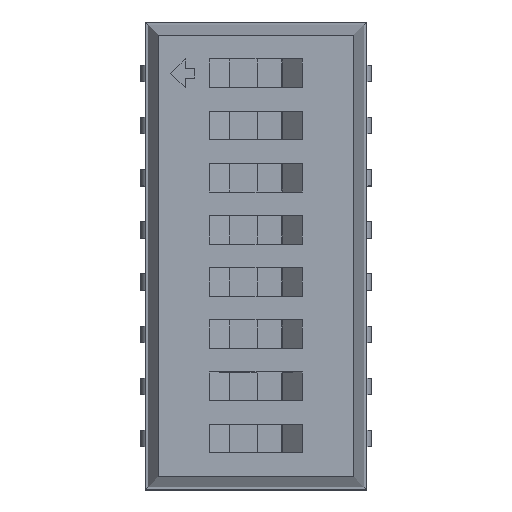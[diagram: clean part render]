
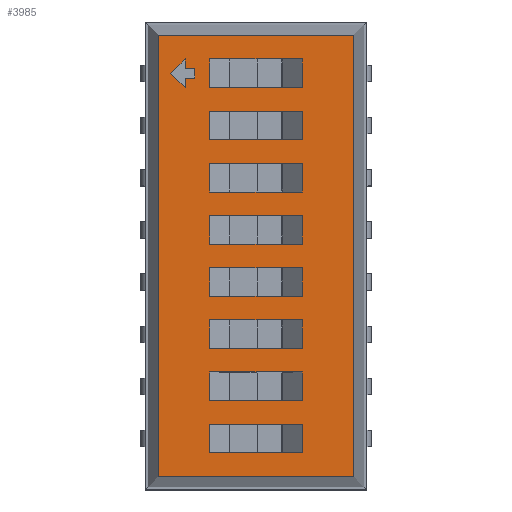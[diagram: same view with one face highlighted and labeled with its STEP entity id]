
A CAD part, top view. The second image highlights one B-rep face of the part: STEP entity #3985.
In plain terms, the highlighted planar face has unit normal (0, 0, 1).
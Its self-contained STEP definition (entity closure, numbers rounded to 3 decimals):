
#27=VECTOR('',#28,1.);
#28=DIRECTION('',(1.,0.,0.));
#51=VECTOR('',#52,1.);
#52=DIRECTION('',(0.,1.,0.));
#60=VECTOR('',#61,1.);
#61=DIRECTION('',(0.,-1.,0.));
#234=VECTOR('',#235,1.);
#235=DIRECTION('',(-1.,0.,0.));
#408=DIRECTION('',(0.,0.,-1.));
#3935=VERTEX_POINT('',#3936);
#3936=CARTESIAN_POINT('',(2.375,-5.37,2.65));
#3938=ORIENTED_EDGE('',*,*,#3939,.F.);
#3939=EDGE_CURVE('',#3940,#3935,#3942,.T.);
#3940=VERTEX_POINT('',#3941);
#3941=CARTESIAN_POINT('',(-2.375,-5.37,2.65));
#3942=LINE('',#3941,#27);
#3977=VERTEX_POINT('',#3978);
#3978=CARTESIAN_POINT('',(2.375,5.37,2.65));
#3980=ORIENTED_EDGE('',*,*,#3981,.F.);
#3981=EDGE_CURVE('',#3935,#3977,#3982,.T.);
#3982=LINE('',#3936,#51);
#3985=ADVANCED_FACE('',(#3986,#3996,#4018,#4040,#4062,#4084,#4106,#4128,#4150,#4172),#4217,.F.);
#3986=FACE_BOUND('',#3987,.F.);
#3987=EDGE_LOOP('',(#3980,#3938,#3988,#3993));
#3988=ORIENTED_EDGE('',*,*,#3989,.F.);
#3989=EDGE_CURVE('',#3990,#3940,#3992,.T.);
#3990=VERTEX_POINT('',#3991);
#3991=CARTESIAN_POINT('',(-2.375,5.37,2.65));
#3992=LINE('',#3991,#60);
#3993=ORIENTED_EDGE('',*,*,#3994,.F.);
#3994=EDGE_CURVE('',#3977,#3990,#3995,.T.);
#3995=LINE('',#3978,#234);
#3996=FACE_BOUND('',#3997,.F.);
#3997=EDGE_LOOP('',(#3998,#4005,#4010,#4015));
#3998=ORIENTED_EDGE('',*,*,#3999,.T.);
#3999=EDGE_CURVE('',#4000,#4002,#4004,.T.);
#4000=VERTEX_POINT('',#4001);
#4001=CARTESIAN_POINT('',(1.125,2.255,2.65));
#4002=VERTEX_POINT('',#4003);
#4003=CARTESIAN_POINT('',(-1.125,2.255,2.65));
#4004=LINE('',#4001,#234);
#4005=ORIENTED_EDGE('',*,*,#4006,.T.);
#4006=EDGE_CURVE('',#4002,#4007,#4009,.T.);
#4007=VERTEX_POINT('',#4008);
#4008=CARTESIAN_POINT('',(-1.125,1.555,2.65));
#4009=LINE('',#4003,#60);
#4010=ORIENTED_EDGE('',*,*,#4011,.T.);
#4011=EDGE_CURVE('',#4007,#4012,#4014,.T.);
#4012=VERTEX_POINT('',#4013);
#4013=CARTESIAN_POINT('',(1.125,1.555,2.65));
#4014=LINE('',#4008,#27);
#4015=ORIENTED_EDGE('',*,*,#4016,.T.);
#4016=EDGE_CURVE('',#4012,#4000,#4017,.T.);
#4017=LINE('',#4013,#51);
#4018=FACE_BOUND('',#4019,.F.);
#4019=EDGE_LOOP('',(#4020,#4027,#4032,#4037));
#4020=ORIENTED_EDGE('',*,*,#4021,.T.);
#4021=EDGE_CURVE('',#4022,#4024,#4026,.T.);
#4022=VERTEX_POINT('',#4023);
#4023=CARTESIAN_POINT('',(-1.125,0.285,2.65));
#4024=VERTEX_POINT('',#4025);
#4025=CARTESIAN_POINT('',(1.125,0.285,2.65));
#4026=LINE('',#4023,#27);
#4027=ORIENTED_EDGE('',*,*,#4028,.T.);
#4028=EDGE_CURVE('',#4024,#4029,#4031,.T.);
#4029=VERTEX_POINT('',#4030);
#4030=CARTESIAN_POINT('',(1.125,0.985,2.65));
#4031=LINE('',#4025,#51);
#4032=ORIENTED_EDGE('',*,*,#4033,.T.);
#4033=EDGE_CURVE('',#4029,#4034,#4036,.T.);
#4034=VERTEX_POINT('',#4035);
#4035=CARTESIAN_POINT('',(-1.125,0.985,2.65));
#4036=LINE('',#4030,#234);
#4037=ORIENTED_EDGE('',*,*,#4038,.T.);
#4038=EDGE_CURVE('',#4034,#4022,#4039,.T.);
#4039=LINE('',#4035,#60);
#4040=FACE_BOUND('',#4041,.F.);
#4041=EDGE_LOOP('',(#4042,#4049,#4054,#4059));
#4042=ORIENTED_EDGE('',*,*,#4043,.T.);
#4043=EDGE_CURVE('',#4044,#4046,#4048,.T.);
#4044=VERTEX_POINT('',#4045);
#4045=CARTESIAN_POINT('',(-1.125,-3.525,2.65));
#4046=VERTEX_POINT('',#4047);
#4047=CARTESIAN_POINT('',(1.125,-3.525,2.65));
#4048=LINE('',#4045,#27);
#4049=ORIENTED_EDGE('',*,*,#4050,.T.);
#4050=EDGE_CURVE('',#4046,#4051,#4053,.T.);
#4051=VERTEX_POINT('',#4052);
#4052=CARTESIAN_POINT('',(1.125,-2.825,2.65));
#4053=LINE('',#4047,#51);
#4054=ORIENTED_EDGE('',*,*,#4055,.T.);
#4055=EDGE_CURVE('',#4051,#4056,#4058,.T.);
#4056=VERTEX_POINT('',#4057);
#4057=CARTESIAN_POINT('',(-1.125,-2.825,2.65));
#4058=LINE('',#4052,#234);
#4059=ORIENTED_EDGE('',*,*,#4060,.T.);
#4060=EDGE_CURVE('',#4056,#4044,#4061,.T.);
#4061=LINE('',#4057,#60);
#4062=FACE_BOUND('',#4063,.F.);
#4063=EDGE_LOOP('',(#4064,#4071,#4076,#4081));
#4064=ORIENTED_EDGE('',*,*,#4065,.T.);
#4065=EDGE_CURVE('',#4066,#4068,#4070,.T.);
#4066=VERTEX_POINT('',#4067);
#4067=CARTESIAN_POINT('',(-1.125,-4.795,2.65));
#4068=VERTEX_POINT('',#4069);
#4069=CARTESIAN_POINT('',(1.125,-4.795,2.65));
#4070=LINE('',#4067,#27);
#4071=ORIENTED_EDGE('',*,*,#4072,.T.);
#4072=EDGE_CURVE('',#4068,#4073,#4075,.T.);
#4073=VERTEX_POINT('',#4074);
#4074=CARTESIAN_POINT('',(1.125,-4.095,2.65));
#4075=LINE('',#4069,#51);
#4076=ORIENTED_EDGE('',*,*,#4077,.T.);
#4077=EDGE_CURVE('',#4073,#4078,#4080,.T.);
#4078=VERTEX_POINT('',#4079);
#4079=CARTESIAN_POINT('',(-1.125,-4.095,2.65));
#4080=LINE('',#4074,#234);
#4081=ORIENTED_EDGE('',*,*,#4082,.T.);
#4082=EDGE_CURVE('',#4078,#4066,#4083,.T.);
#4083=LINE('',#4079,#60);
#4084=FACE_BOUND('',#4085,.F.);
#4085=EDGE_LOOP('',(#4086,#4093,#4098,#4103));
#4086=ORIENTED_EDGE('',*,*,#4087,.T.);
#4087=EDGE_CURVE('',#4088,#4090,#4092,.T.);
#4088=VERTEX_POINT('',#4089);
#4089=CARTESIAN_POINT('',(-1.125,-0.985,2.65));
#4090=VERTEX_POINT('',#4091);
#4091=CARTESIAN_POINT('',(1.125,-0.985,2.65));
#4092=LINE('',#4089,#27);
#4093=ORIENTED_EDGE('',*,*,#4094,.T.);
#4094=EDGE_CURVE('',#4090,#4095,#4097,.T.);
#4095=VERTEX_POINT('',#4096);
#4096=CARTESIAN_POINT('',(1.125,-0.285,2.65));
#4097=LINE('',#4091,#51);
#4098=ORIENTED_EDGE('',*,*,#4099,.T.);
#4099=EDGE_CURVE('',#4095,#4100,#4102,.T.);
#4100=VERTEX_POINT('',#4101);
#4101=CARTESIAN_POINT('',(-1.125,-0.285,2.65));
#4102=LINE('',#4096,#234);
#4103=ORIENTED_EDGE('',*,*,#4104,.T.);
#4104=EDGE_CURVE('',#4100,#4088,#4105,.T.);
#4105=LINE('',#4101,#60);
#4106=FACE_BOUND('',#4107,.F.);
#4107=EDGE_LOOP('',(#4108,#4115,#4120,#4125));
#4108=ORIENTED_EDGE('',*,*,#4109,.T.);
#4109=EDGE_CURVE('',#4110,#4112,#4114,.T.);
#4110=VERTEX_POINT('',#4111);
#4111=CARTESIAN_POINT('',(1.125,-2.255,2.65));
#4112=VERTEX_POINT('',#4113);
#4113=CARTESIAN_POINT('',(1.125,-1.555,2.65));
#4114=LINE('',#4111,#51);
#4115=ORIENTED_EDGE('',*,*,#4116,.T.);
#4116=EDGE_CURVE('',#4112,#4117,#4119,.T.);
#4117=VERTEX_POINT('',#4118);
#4118=CARTESIAN_POINT('',(-1.125,-1.555,2.65));
#4119=LINE('',#4113,#234);
#4120=ORIENTED_EDGE('',*,*,#4121,.T.);
#4121=EDGE_CURVE('',#4117,#4122,#4124,.T.);
#4122=VERTEX_POINT('',#4123);
#4123=CARTESIAN_POINT('',(-1.125,-2.255,2.65));
#4124=LINE('',#4118,#60);
#4125=ORIENTED_EDGE('',*,*,#4126,.T.);
#4126=EDGE_CURVE('',#4122,#4110,#4127,.T.);
#4127=LINE('',#4123,#27);
#4128=FACE_BOUND('',#4129,.F.);
#4129=EDGE_LOOP('',(#4130,#4137,#4142,#4147));
#4130=ORIENTED_EDGE('',*,*,#4131,.T.);
#4131=EDGE_CURVE('',#4132,#4134,#4136,.T.);
#4132=VERTEX_POINT('',#4133);
#4133=CARTESIAN_POINT('',(1.125,4.095,2.65));
#4134=VERTEX_POINT('',#4135);
#4135=CARTESIAN_POINT('',(1.125,4.795,2.65));
#4136=LINE('',#4133,#51);
#4137=ORIENTED_EDGE('',*,*,#4138,.T.);
#4138=EDGE_CURVE('',#4134,#4139,#4141,.T.);
#4139=VERTEX_POINT('',#4140);
#4140=CARTESIAN_POINT('',(-1.125,4.795,2.65));
#4141=LINE('',#4135,#234);
#4142=ORIENTED_EDGE('',*,*,#4143,.T.);
#4143=EDGE_CURVE('',#4139,#4144,#4146,.T.);
#4144=VERTEX_POINT('',#4145);
#4145=CARTESIAN_POINT('',(-1.125,4.095,2.65));
#4146=LINE('',#4140,#60);
#4147=ORIENTED_EDGE('',*,*,#4148,.T.);
#4148=EDGE_CURVE('',#4144,#4132,#4149,.T.);
#4149=LINE('',#4145,#27);
#4150=FACE_BOUND('',#4151,.F.);
#4151=EDGE_LOOP('',(#4152,#4159,#4164,#4169));
#4152=ORIENTED_EDGE('',*,*,#4153,.T.);
#4153=EDGE_CURVE('',#4154,#4156,#4158,.T.);
#4154=VERTEX_POINT('',#4155);
#4155=CARTESIAN_POINT('',(1.125,3.525,2.65));
#4156=VERTEX_POINT('',#4157);
#4157=CARTESIAN_POINT('',(-1.125,3.525,2.65));
#4158=LINE('',#4155,#234);
#4159=ORIENTED_EDGE('',*,*,#4160,.T.);
#4160=EDGE_CURVE('',#4156,#4161,#4163,.T.);
#4161=VERTEX_POINT('',#4162);
#4162=CARTESIAN_POINT('',(-1.125,2.825,2.65));
#4163=LINE('',#4157,#60);
#4164=ORIENTED_EDGE('',*,*,#4165,.T.);
#4165=EDGE_CURVE('',#4161,#4166,#4168,.T.);
#4166=VERTEX_POINT('',#4167);
#4167=CARTESIAN_POINT('',(1.125,2.825,2.65));
#4168=LINE('',#4162,#27);
#4169=ORIENTED_EDGE('',*,*,#4170,.T.);
#4170=EDGE_CURVE('',#4166,#4154,#4171,.T.);
#4171=LINE('',#4167,#51);
#4172=FACE_BOUND('',#4173,.F.);
#4173=EDGE_LOOP('',(#4174,#4183,#4188,#4195,#4200,#4207,#4212));
#4174=ORIENTED_EDGE('',*,*,#4175,.T.);
#4175=EDGE_CURVE('',#4176,#4178,#4180,.T.);
#4176=VERTEX_POINT('',#4177);
#4177=CARTESIAN_POINT('',(-2.075,4.445,2.65));
#4178=VERTEX_POINT('',#4179);
#4179=CARTESIAN_POINT('',(-1.725,4.095,2.65));
#4180=LINE('',#4177,#4181);
#4181=VECTOR('',#4182,1.);
#4182=DIRECTION('',(0.707,-0.707,0.));
#4183=ORIENTED_EDGE('',*,*,#4184,.T.);
#4184=EDGE_CURVE('',#4178,#4185,#4187,.T.);
#4185=VERTEX_POINT('',#4186);
#4186=CARTESIAN_POINT('',(-1.725,4.328,2.65));
#4187=LINE('',#4179,#51);
#4188=ORIENTED_EDGE('',*,*,#4189,.T.);
#4189=EDGE_CURVE('',#4185,#4190,#4192,.T.);
#4190=VERTEX_POINT('',#4191);
#4191=CARTESIAN_POINT('',(-1.492,4.328,2.65));
#4192=LINE('',#4186,#4193);
#4193=VECTOR('',#4194,1.);
#4194=DIRECTION('',(1.,0.,0.));
#4195=ORIENTED_EDGE('',*,*,#4196,.T.);
#4196=EDGE_CURVE('',#4190,#4197,#4199,.T.);
#4197=VERTEX_POINT('',#4198);
#4198=CARTESIAN_POINT('',(-1.492,4.562,2.65));
#4199=LINE('',#4191,#51);
#4200=ORIENTED_EDGE('',*,*,#4201,.T.);
#4201=EDGE_CURVE('',#4197,#4202,#4204,.T.);
#4202=VERTEX_POINT('',#4203);
#4203=CARTESIAN_POINT('',(-1.725,4.562,2.65));
#4204=LINE('',#4198,#4205);
#4205=VECTOR('',#4206,1.);
#4206=DIRECTION('',(-1.,0.,0.));
#4207=ORIENTED_EDGE('',*,*,#4208,.T.);
#4208=EDGE_CURVE('',#4202,#4209,#4211,.T.);
#4209=VERTEX_POINT('',#4210);
#4210=CARTESIAN_POINT('',(-1.725,4.795,2.65));
#4211=LINE('',#4203,#51);
#4212=ORIENTED_EDGE('',*,*,#4213,.T.);
#4213=EDGE_CURVE('',#4209,#4176,#4214,.T.);
#4214=LINE('',#4210,#4215);
#4215=VECTOR('',#4216,1.);
#4216=DIRECTION('',(-0.707,-0.707,0.));
#4217=PLANE('',#4218);
#4218=AXIS2_PLACEMENT_3D('',#3936,#408,#4219);
#4219=DIRECTION('',(-0.404,0.915,0.));
